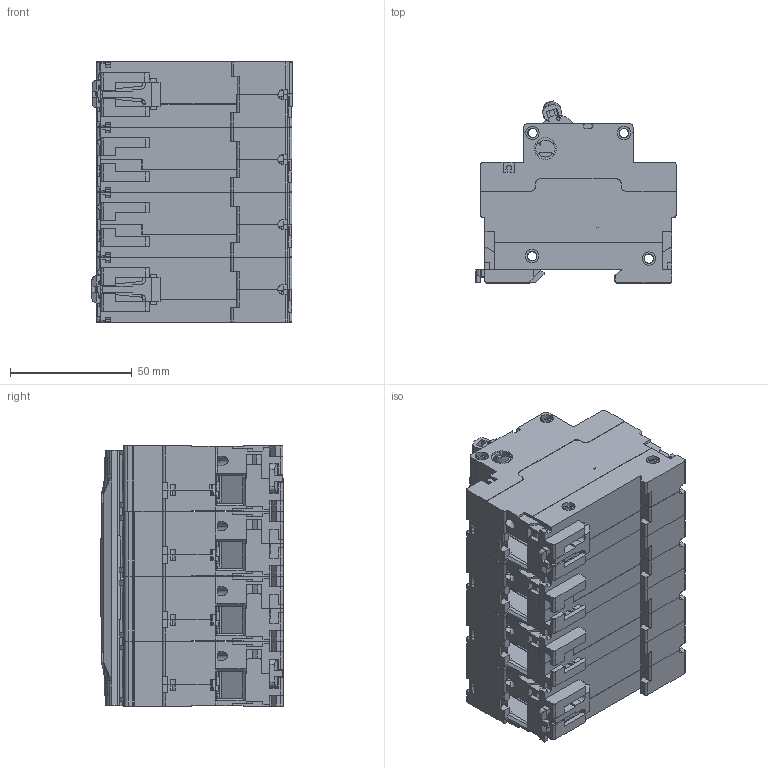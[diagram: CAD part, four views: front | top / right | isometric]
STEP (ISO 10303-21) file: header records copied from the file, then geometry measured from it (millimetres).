
FILE_DESCRIPTION (( 'STEP AP203' ), '1' );
FILE_NAME ('P2MB 4P.STEP', '2018-04-27T07:50:13', ( '' ), ( '' ), 'SwSTEP 2.0', 'SolidWorks 2011', '' );
FILE_SCHEMA (( 'CONFIG_CONTROL_DESIGN' ));
Products named in the file (8): P2MB 4P; 8LD.253.121; 8LD.253.108; 8LD.143.115; 8LD.315.174; 8LD.315.173; 8LD.024.222; 8LD.024.221
Assembly tree (15 placements, depth 2):
  P2MB 4P
    8LD.024.222  x3
    8LD.253.108  x4
    8LD.253.121
    8LD.315.174
    8LD.143.115  x2
    8LD.315.173  x3
    8LD.024.221
Bounding box: 82.33 x 74.89 x 107.04 mm (x, y, z)
Volume: 155557.7 mm3; surface area: 200771.6 mm2
Topology: 15 solids, 15 shells, 5831 faces, 16469 edges, 10796 vertices
Faces by surface type: plane 4196, cylinder 1275, cone 224, bspline 106, torus 30
Entity records: 95068 total; most frequent: CARTESIAN_POINT 18812, ORIENTED_EDGE 16294, DIRECTION 14921, EDGE_CURVE 8147, VECTOR 6331, LINE 6331, VERTEX_POINT 5342, AXIS2_PLACEMENT_3D 4295
